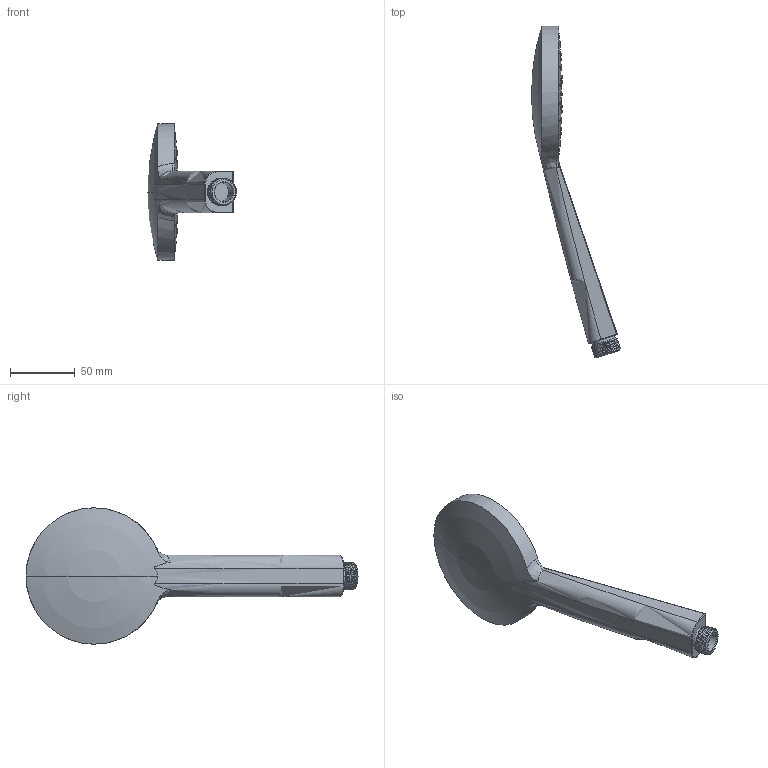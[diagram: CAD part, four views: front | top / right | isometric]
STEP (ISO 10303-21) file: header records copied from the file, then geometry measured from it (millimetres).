
FILE_DESCRIPTION((''),'2;1');
FILE_NAME('9510','2019-02-19T',('MQ'),(''),'PRO/ENGINEER BY PARAMETRIC TECHNOLOGY CORPORATION, 2012130','PRO/ENGINEER BY PARAMETRIC TECHNOLOGY CORPORATION, 2012130','');
FILE_SCHEMA(('CONFIG_CONTROL_DESIGN'));
Length unit declared in the file: millimetre
Products named in the file (1): 9510
Bounding box: 68.54 x 255.66 x 104.99 mm (x, y, z)
Volume: 235254.7 mm3; surface area: 38009.6 mm2
Topology: 1 solids, 1 shells, 516 faces, 1065 edges, 658 vertices
Faces by surface type: cylinder 254, cone 118, plane 68, sphere 64, bspline 8, torus 4
Entity records: 16131 total; most frequent: CARTESIAN_POINT 5401, DIRECTION 2206, ORIENTED_EDGE 2122, EDGE_CURVE 1061, AXIS2_PLACEMENT_3D 912, VERTEX_POINT 658, EDGE_LOOP 627, FACE_OUTER_BOUND 516
